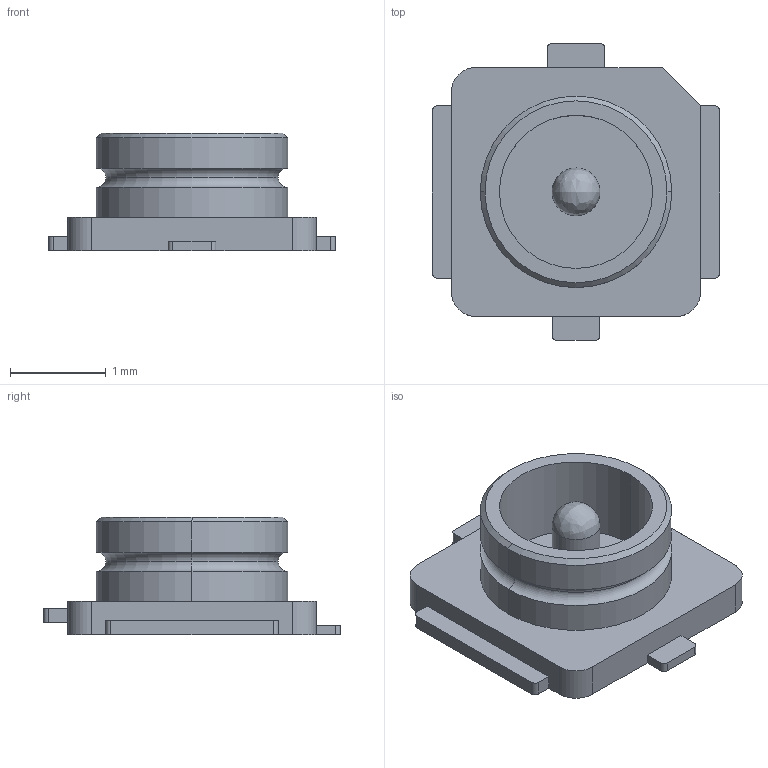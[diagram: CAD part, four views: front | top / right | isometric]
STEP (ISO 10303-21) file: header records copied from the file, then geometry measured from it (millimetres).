
FILE_DESCRIPTION (( 'STEP AP214' ), '1' );
FILE_NAME ('c-1909763-1-b-3d.STEP', '2017-10-24T15:51:01', ( '' ), ( '' ), 'SwSTEP 2.0', 'SolidWorks 2016', '' );
FILE_SCHEMA (( 'AUTOMOTIVE_DESIGN' ));
Length unit declared in the file: millimetre
Products named in the file (1): c-1909763-1-b-3d
Bounding box: 3 x 3.1 x 1.23 mm (x, y, z)
Volume: 3.5 mm3; surface area: 30.5 mm2
Topology: 1 solids, 1 shells, 52 faces, 131 edges, 83 vertices
Faces by surface type: plane 26, cylinder 19, torus 4, cone 2, bspline 1
Entity records: 1713 total; most frequent: CARTESIAN_POINT 280, DIRECTION 279, ORIENTED_EDGE 258, EDGE_CURVE 129, AXIS2_PLACEMENT_3D 98, VECTOR 83, VERTEX_POINT 83, LINE 83
